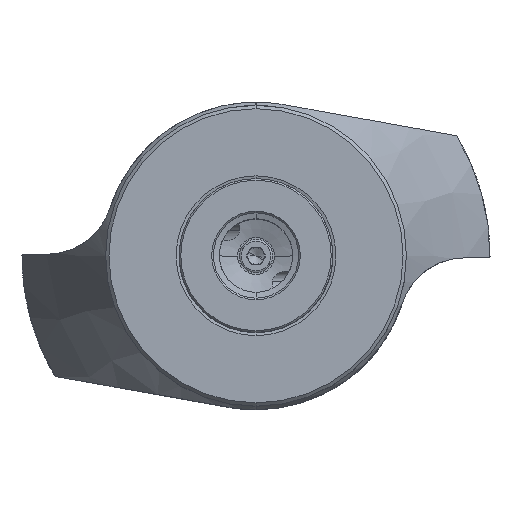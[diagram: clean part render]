
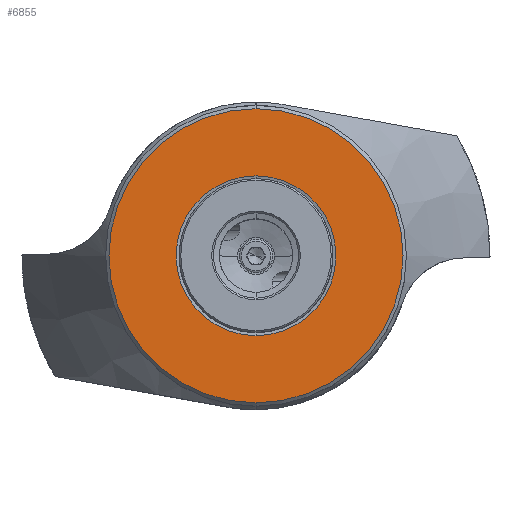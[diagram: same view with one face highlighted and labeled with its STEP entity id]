
A CAD part, top view. The second image highlights one B-rep face of the part: STEP entity #6855.
In plain terms, the highlighted planar face has unit normal (0, 0, 1).
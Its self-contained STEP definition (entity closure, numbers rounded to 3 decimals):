
#4231=EDGE_CURVE('NONE',#11459,#4839,#12440,.T.);
#4839=VERTEX_POINT('NONE',#13122);
#6855=ADVANCED_FACE('NONE',(#15336,#15337),#15338,.T.);
#9583=EDGE_CURVE('NONE',#10713,#11869,#18347,.F.);
#10713=VERTEX_POINT('NONE',#19583);
#10839=EDGE_CURVE('NONE',#11869,#10713,#19723,.T.);
#10841=EDGE_CURVE('NONE',#4839,#11459,#19725,.T.);
#11459=VERTEX_POINT('NONE',#20416);
#11869=VERTEX_POINT('NONE',#20866);
#12440=CIRCLE('',#21635,23.899);
#13122=CARTESIAN_POINT('',(0.,23.899,0.));
#15336=FACE_OUTER_BOUND('',#44322,.T.);
#15337=FACE_BOUND('',#44323,.T.);
#15338=PLANE('',#44324);
#18347=CIRCLE('',#65526,44.0);
#19583=CARTESIAN_POINT('',(0.,44.0,0.));
#19723=CIRCLE('',#74937,44.0);
#19725=CIRCLE('',#74940,23.899);
#20416=CARTESIAN_POINT('',(0.,-23.899,0.));
#20866=CARTESIAN_POINT('',(0.,-44.0,0.));
#21635=AXIS2_PLACEMENT_3D('',#85396,#85397,#85398);
#44322=EDGE_LOOP('',(#88391,#88392));
#44323=EDGE_LOOP('',(#88393,#88394));
#44324=AXIS2_PLACEMENT_3D('',#88395,#88396,#88397);
#65526=AXIS2_PLACEMENT_3D('',#91558,#91559,#91560);
#74937=AXIS2_PLACEMENT_3D('',#92889,#92890,#92891);
#74940=AXIS2_PLACEMENT_3D('',#92892,#92893,#92894);
#85396=CARTESIAN_POINT('',(0.,0.,0.));
#85397=DIRECTION('',(0.,0.,-1.0));
#85398=DIRECTION('',(0.,1.0,0.));
#88391=ORIENTED_EDGE('',*,*,#10839,.F.);
#88392=ORIENTED_EDGE('',*,*,#9583,.F.);
#88393=ORIENTED_EDGE('',*,*,#10841,.T.);
#88394=ORIENTED_EDGE('',*,*,#4231,.T.);
#88395=CARTESIAN_POINT('',(-44.0,0.,0.));
#88396=DIRECTION('',(0.,0.,1.0));
#88397=DIRECTION('',(0.,-1.0,0.));
#91558=CARTESIAN_POINT('',(0.,0.,0.));
#91559=DIRECTION('',(0.,0.,1.0));
#91560=DIRECTION('',(0.,-1.0,0.));
#92889=CARTESIAN_POINT('',(0.,0.,0.));
#92890=DIRECTION('',(0.,0.,-1.0));
#92891=DIRECTION('',(0.,-1.0,0.));
#92892=CARTESIAN_POINT('',(0.,0.,0.));
#92893=DIRECTION('',(0.,0.,-1.0));
#92894=DIRECTION('',(0.,1.0,0.));
